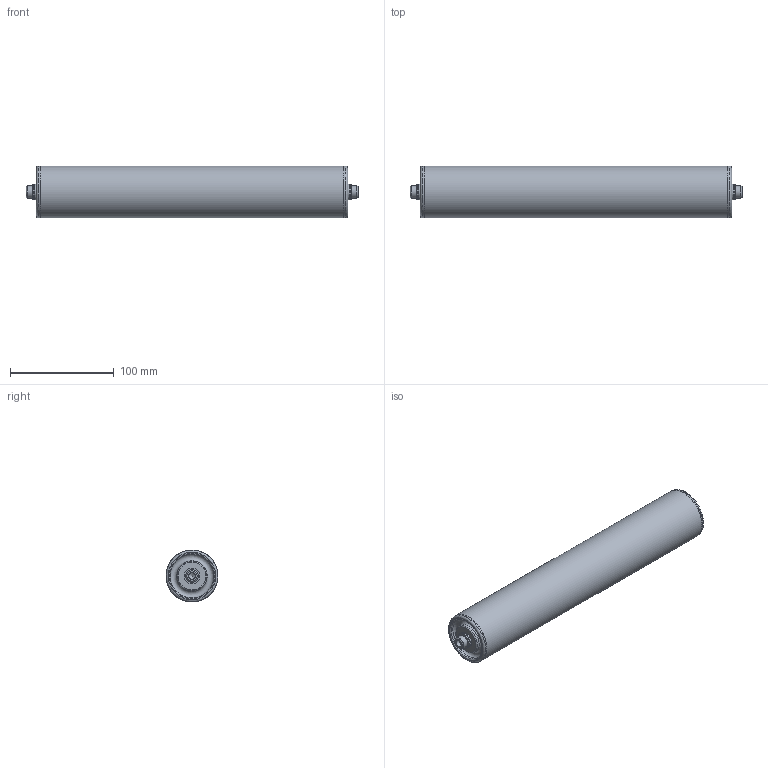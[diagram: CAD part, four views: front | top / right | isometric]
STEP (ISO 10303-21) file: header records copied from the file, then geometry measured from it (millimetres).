
FILE_DESCRIPTION((''),'2;1');
FILE_NAME('TR0_50x2,8_A12_ML300_AL320_IGW.stp',('ALFOTEC GmbH'),'Die Weitergabe, Vervielfaeltigung und Verwertung der technischen Zeichnung ist nur mit ausdruecklicher Einwilligung des Urhebers gestattet. Technische Aenderungen sowie bei Verstoessen Ansprueche auf Schadenersatz (auch fuer den Fall einer Patent-, Gebra');
FILE_SCHEMA(('CONFIG_CONTROL_DESIGN'));
Length unit declared in the file: millimetre
Products named in the file (1): TR0_50x2,8_A12_ML300_AL320_glatt_2
Bounding box: 320 x 50 x 50 mm (x, y, z)
Volume: 581867.5 mm3; surface area: 54770.2 mm2
Topology: 1 solids, 1 shells, 43 faces, 77 edges, 46 vertices
Faces by surface type: cylinder 15, plane 12, torus 10, cone 6
Full cylindrical faces by diameter (mm): 6.647 x2, 12 x2, 12.1 x2, 15.4 x4, 42.2 x2, 49.9 x2, 50 x1
Entity records: 903 total; most frequent: DIRECTION 172, CARTESIAN_POINT 128, AXIS2_PLACEMENT_3D 86, ORIENTED_EDGE 84, EDGE_LOOP 84, FACE_OUTER_BOUND 43, ADVANCED_FACE 43, VERTEX_POINT 42
